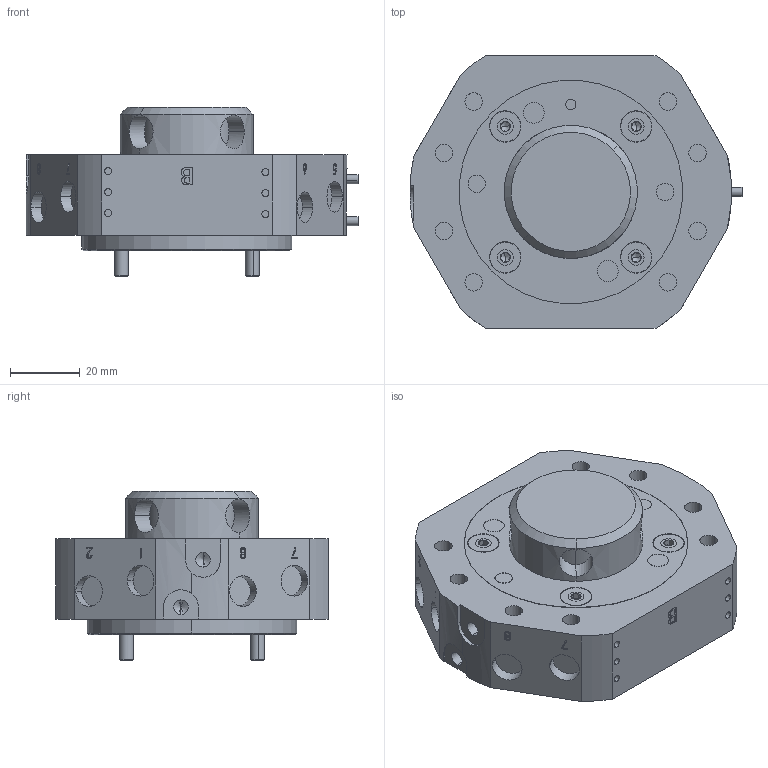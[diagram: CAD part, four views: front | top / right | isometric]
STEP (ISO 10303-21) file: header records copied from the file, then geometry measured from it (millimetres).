
FILE_DESCRIPTION (( 'STEP AP203' ), '1' );
FILE_NAME ('QTC25-M.STEP', '2025-12-25T06:27:38', ( 'USER-' ), ( 'Microsoft' ), 'SwSTEP 2.0', 'SolidWorks 2018', '' );
FILE_SCHEMA (( 'CONFIG_CONTROL_DESIGN' ));
Length unit declared in the file: millimetre
Products named in the file (6): 4mm眻噤換覜ん; QTC25-M; QTC25-M-03 鼠攫詩迖; QTC25-M-01 鼠攫翋釱; 内六角沉头螺钉[GBT70_3-2008][M4×35×20]; QTC25-M-15 換覜ん揤輸-1
Assembly tree (9 placements, depth 2):
  QTC25-M
    QTC25-M-01 鼠攫翋釱
    QTC25-M-03 鼠攫詩迖
    内六角沉头螺钉[GBT70_3-2008][M4×35×20]  x4
    QTC25-M-15 換覜ん揤輸-1
    4mm眻噤換覜ん  x2
Bounding box: 95 x 78 x 48.5 mm (x, y, z)
Volume: 160836.1 mm3; surface area: 34940 mm2
Topology: 9 solids, 9 shells, 470 faces, 1099 edges, 692 vertices
Faces by surface type: plane 177, cylinder 169, cone 80, bspline 36, torus 8
Entity records: 16444 total; most frequent: CARTESIAN_POINT 6861, ORIENTED_EDGE 1812, DIRECTION 1784, EDGE_CURVE 906, AXIS2_PLACEMENT_3D 654, VERTEX_POINT 591, EDGE_LOOP 477, VECTOR 476
